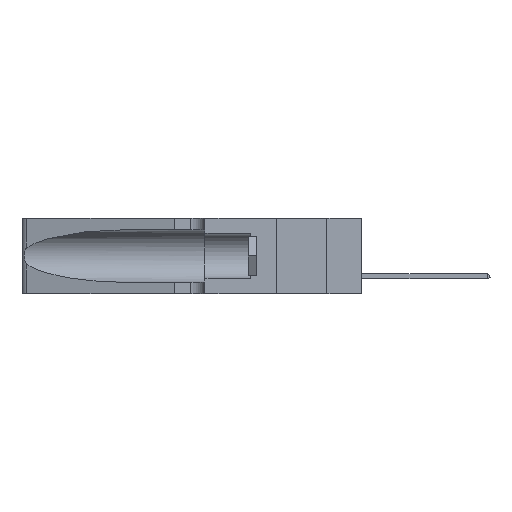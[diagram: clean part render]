
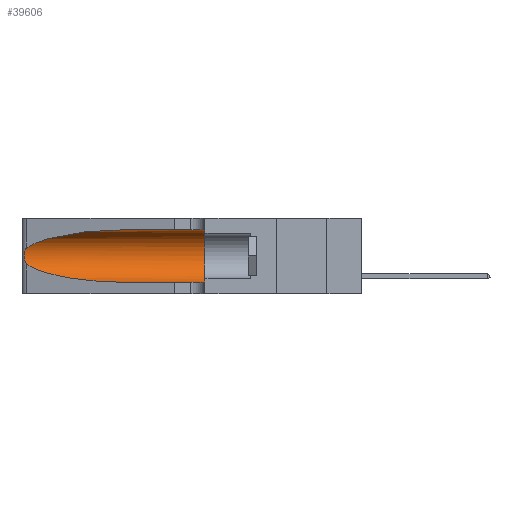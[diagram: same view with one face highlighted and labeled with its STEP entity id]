
A CAD part, left-side view. The second image highlights one B-rep face of the part: STEP entity #39606.
In plain terms, the highlighted cylindrical face has radius 3.308 mm (diameter 6.617 mm), a partial arc.
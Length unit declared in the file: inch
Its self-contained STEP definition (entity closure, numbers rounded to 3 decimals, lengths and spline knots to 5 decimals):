
#25 = ORIENTED_EDGE ( 'NONE', *, *, #43911, .T. ) ;
#138 = DIRECTION ( 'NONE',  ( 0., -1., 0. ) ) ;
#2643 = CARTESIAN_POINT ( 'NONE',  ( 0.2373, 1.15595, 0.08982 ) ) ;
#3133 = CARTESIAN_POINT ( 'NONE',  ( 0.25789, 1.23486, 0.15765 ) ) ;
#4599 = CARTESIAN_POINT ( 'NONE',  ( 0.2373, 1.15595, 0.28018 ) ) ;
#5968 = CARTESIAN_POINT ( 'NONE',  ( 0.25639, 1.23186, 0.15144 ) ) ;
#6010 = CARTESIAN_POINT ( 'NONE',  ( 0.25487, 1.22718, 0.22369 ) ) ;
#6346 = ORIENTED_EDGE ( 'NONE', *, *, #33705, .T. ) ;
#6397 = VECTOR ( 'NONE', #18259, 39.37008 ) ;
#6672 = ORIENTED_EDGE ( 'NONE', *, *, #23046, .F. ) ;
#7418 = CARTESIAN_POINT ( 'NONE',  ( 0.1305, 1.61858, 0.05475 ) ) ;
#8171 = CARTESIAN_POINT ( 'NONE',  ( 0.25487, 1.22718, 0.22369 ) ) ;
#8581 = CARTESIAN_POINT ( 'NONE',  ( 0.26075, 1.23896, 0.19203 ) ) ;
#9221 = B_SPLINE_CURVE_WITH_KNOTS ( 'NONE', 3,
 ( #6010, #34530, #14250, #28726, #26134, #28586, #8581, #12088, #35540, #19831, #3133, #5968, #41407, #20162 ),
 .UNSPECIFIED., .F., .F.,
 ( 4, 2, 2, 2, 2, 2, 4 ),
 ( 0., 0.00027, 0.00053, 0.00107, 0.0016, 0.00187, 0.00214 ),
 .UNSPECIFIED. ) ;
#10286 = VERTEX_POINT ( 'NONE', #11752 ) ;
#10623 = CARTESIAN_POINT ( 'NONE',  ( 0.1305, 0.72297, 0.05475 ) ) ;
#10656 = CARTESIAN_POINT ( 'NONE',  ( 0.1305, 0.35, 0.185 ) ) ;
#10799 = VECTOR ( 'NONE', #138, 39.37008 ) ;
#11096 = CARTESIAN_POINT ( 'NONE',  ( 0.1305, 1.61858, 0.185 ) ) ;
#11101 =( BOUNDED_CURVE ( )  B_SPLINE_CURVE ( 3, ( #20761, #2643, #19388, #10623 ),
 .UNSPECIFIED., .F., .F. ) 
 B_SPLINE_CURVE_WITH_KNOTS ( ( 4, 4 ),
 ( 3.44316, 4.71239 ),
 .UNSPECIFIED. ) 
 CURVE ( )  GEOMETRIC_REPRESENTATION_ITEM ( )  RATIONAL_B_SPLINE_CURVE ( ( 1., 0.87, 0.87, 1. ) ) 
 REPRESENTATION_ITEM ( '' )  );
#11752 = CARTESIAN_POINT ( 'NONE',  ( 0.1305, 0.72297, 0.31525 ) ) ;
#12088 = CARTESIAN_POINT ( 'NONE',  ( 0.26075, 1.23896, 0.178 ) ) ;
#12762 = VERTEX_POINT ( 'NONE', #15418 ) ;
#13173 =( BOUNDED_CURVE ( )  B_SPLINE_CURVE ( 3, ( #36055, #39566, #4599, #8171 ),
 .UNSPECIFIED., .F., .T. ) 
 B_SPLINE_CURVE_WITH_KNOTS ( ( 4, 4 ),
 ( 1.5708, 2.84003 ),
 .UNSPECIFIED. ) 
 CURVE ( )  GEOMETRIC_REPRESENTATION_ITEM ( )  RATIONAL_B_SPLINE_CURVE ( ( 1., 0.87, 0.87, 1. ) ) 
 REPRESENTATION_ITEM ( '' )  );
#14250 = CARTESIAN_POINT ( 'NONE',  ( 0.25639, 1.23184, 0.21858 ) ) ;
#15418 = CARTESIAN_POINT ( 'NONE',  ( 0.25487, 1.22718, 0.14631 ) ) ;
#15479 = CYLINDRICAL_SURFACE ( 'NONE', #35435, 0.13025 ) ;
#15782 = CARTESIAN_POINT ( 'NONE',  ( 0.25487, 1.22718, 0.22369 ) ) ;
#17590 = CARTESIAN_POINT ( 'NONE',  ( 0.1305, 0.72297, 0.05475 ) ) ;
#18259 = DIRECTION ( 'NONE',  ( 0., -1., 0. ) ) ;
#19388 = CARTESIAN_POINT ( 'NONE',  ( 0.18966, 0.96281, 0.05475 ) ) ;
#19831 = CARTESIAN_POINT ( 'NONE',  ( 0.25856, 1.23593, 0.16098 ) ) ;
#20162 = CARTESIAN_POINT ( 'NONE',  ( 0.25487, 1.22718, 0.14631 ) ) ;
#20761 = CARTESIAN_POINT ( 'NONE',  ( 0.25487, 1.22718, 0.14631 ) ) ;
#21481 = DIRECTION ( 'NONE',  ( 0., -1., 0. ) ) ;
#22584 = EDGE_CURVE ( 'NONE', #12762, #24285, #11101, .T. ) ;
#23046 = EDGE_CURVE ( 'NONE', #27939, #40887, #25723, .T. ) ;
#24074 = LINE ( 'NONE', #7418, #10799 ) ;
#24285 = VERTEX_POINT ( 'NONE', #17590 ) ;
#24289 = ORIENTED_EDGE ( 'NONE', *, *, #42004, .T. ) ;
#25723 = CIRCLE ( 'NONE', #41889, 0.13025 ) ;
#26134 = CARTESIAN_POINT ( 'NONE',  ( 0.25854, 1.2359, 0.20912 ) ) ;
#27363 = LINE ( 'NONE', #32163, #6397 ) ;
#27939 = VERTEX_POINT ( 'NONE', #29367 ) ;
#28223 = ORIENTED_EDGE ( 'NONE', *, *, #22584, .T. ) ;
#28533 = DIRECTION ( 'NONE',  ( 0., 0., 1. ) ) ;
#28586 = CARTESIAN_POINT ( 'NONE',  ( 0.26018, 1.23835, 0.19895 ) ) ;
#28726 = CARTESIAN_POINT ( 'NONE',  ( 0.25787, 1.23484, 0.2124 ) ) ;
#29367 = CARTESIAN_POINT ( 'NONE',  ( 0.1305, 0.35, 0.31525 ) ) ;
#32163 = CARTESIAN_POINT ( 'NONE',  ( 0.1305, 1.61858, 0.31525 ) ) ;
#33705 = EDGE_CURVE ( 'NONE', #41133, #12762, #9221, .T. ) ;
#34265 = FACE_OUTER_BOUND ( 'NONE', #37928, .T. ) ;
#34530 = CARTESIAN_POINT ( 'NONE',  ( 0.25555, 1.22994, 0.2215 ) ) ;
#35435 = AXIS2_PLACEMENT_3D ( 'NONE', #11096, #21481, #39165 ) ;
#35540 = CARTESIAN_POINT ( 'NONE',  ( 0.26017, 1.23833, 0.17102 ) ) ;
#36055 = CARTESIAN_POINT ( 'NONE',  ( 0.1305, 0.72297, 0.31525 ) ) ;
#37928 = EDGE_LOOP ( 'NONE', ( #25, #6346, #28223, #24289, #6672, #42155 ) ) ;
#38993 = DIRECTION ( 'NONE',  ( 0., 1., 0. ) ) ;
#39165 = DIRECTION ( 'NONE',  ( 0., 0., -1. ) ) ;
#39566 = CARTESIAN_POINT ( 'NONE',  ( 0.18966, 0.96281, 0.31525 ) ) ;
#39606 = ADVANCED_FACE ( 'NONE', ( #34265 ), #15479, .F. ) ;
#40887 = VERTEX_POINT ( 'NONE', #43405 ) ;
#41133 = VERTEX_POINT ( 'NONE', #15782 ) ;
#41407 = CARTESIAN_POINT ( 'NONE',  ( 0.25555, 1.22993, 0.14849 ) ) ;
#41889 = AXIS2_PLACEMENT_3D ( 'NONE', #10656, #38993, #28533 ) ;
#42004 = EDGE_CURVE ( 'NONE', #24285, #40887, #24074, .T. ) ;
#42155 = ORIENTED_EDGE ( 'NONE', *, *, #42505, .F. ) ;
#42505 = EDGE_CURVE ( 'NONE', #10286, #27939, #27363, .T. ) ;
#43405 = CARTESIAN_POINT ( 'NONE',  ( 0.1305, 0.35, 0.05475 ) ) ;
#43911 = EDGE_CURVE ( 'NONE', #10286, #41133, #13173, .T. ) ;
